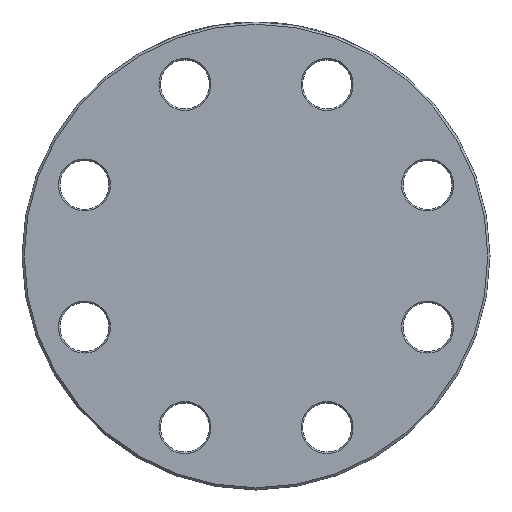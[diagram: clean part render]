
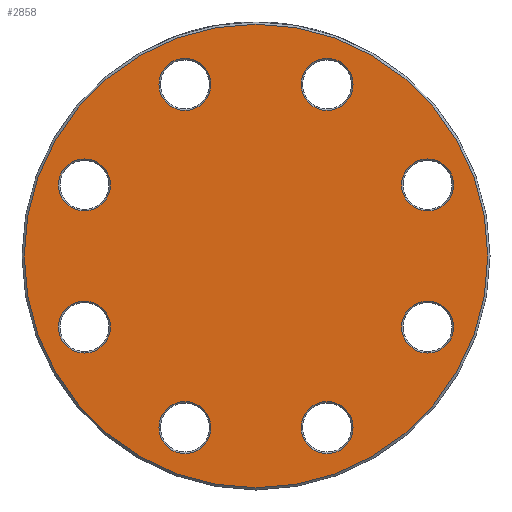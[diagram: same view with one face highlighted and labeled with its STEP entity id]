
A CAD part, left-side view. The second image highlights one B-rep face of the part: STEP entity #2858.
In plain terms, the highlighted planar face has unit normal (-1, 0, 0).
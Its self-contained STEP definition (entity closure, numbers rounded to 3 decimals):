
#97 = DIRECTION ( 'NONE',  ( 1., 0., 0. ) ) ;
#167 = EDGE_LOOP ( 'NONE', ( #513 ) ) ;
#178 = CARTESIAN_POINT ( 'NONE',  ( 0., -115.485, 47.835 ) ) ;
#238 = CIRCLE ( 'NONE', #352, 17.5 ) ;
#352 = AXIS2_PLACEMENT_3D ( 'NONE', #3019, #757, #3111 ) ;
#441 = AXIS2_PLACEMENT_3D ( 'NONE', #5804, #4692, #5059 ) ;
#513 = ORIENTED_EDGE ( 'NONE', *, *, #585, .T. ) ;
#541 = ORIENTED_EDGE ( 'NONE', *, *, #1754, .T. ) ;
#585 = EDGE_CURVE ( 'NONE', #4018, #4018, #4686, .T. ) ;
#639 = DIRECTION ( 'NONE',  ( 0., 0., -1. ) ) ;
#717 = EDGE_LOOP ( 'NONE', ( #4997 ) ) ;
#757 = DIRECTION ( 'NONE',  ( 1., 0., 0. ) ) ;
#857 = CARTESIAN_POINT ( 'NONE',  ( 0., 115.485, 47.835 ) ) ;
#876 = ORIENTED_EDGE ( 'NONE', *, *, #5658, .T. ) ;
#890 = VERTEX_POINT ( 'NONE', #2696 ) ;
#999 = CIRCLE ( 'NONE', #4476, 17.5 ) ;
#1006 = DIRECTION ( 'NONE',  ( 1., 0., 0. ) ) ;
#1111 = DIRECTION ( 'NONE',  ( 0., 0., -1. ) ) ;
#1258 = FACE_BOUND ( 'NONE', #5356, .T. ) ;
#1321 = CARTESIAN_POINT ( 'NONE',  ( 0., 47.835, -132.985 ) ) ;
#1331 = AXIS2_PLACEMENT_3D ( 'NONE', #3655, #2790, #3249 ) ;
#1356 = VERTEX_POINT ( 'NONE', #6015 ) ;
#1491 = DIRECTION ( 'NONE',  ( 0., 0., -1. ) ) ;
#1520 = AXIS2_PLACEMENT_3D ( 'NONE', #2735, #5611, #6021 ) ;
#1534 = EDGE_LOOP ( 'NONE', ( #876 ) ) ;
#1547 = EDGE_CURVE ( 'NONE', #1356, #1356, #2324, .T. ) ;
#1597 = FACE_BOUND ( 'NONE', #5272, .T. ) ;
#1692 = ORIENTED_EDGE ( 'NONE', *, *, #3188, .T. ) ;
#1698 = FACE_BOUND ( 'NONE', #2606, .T. ) ;
#1754 = EDGE_CURVE ( 'NONE', #5540, #5540, #999, .T. ) ;
#1827 = CARTESIAN_POINT ( 'NONE',  ( 0., 115.485, -65.335 ) ) ;
#1856 = CARTESIAN_POINT ( 'NONE',  ( 0., -115.485, 30.335 ) ) ;
#1923 = AXIS2_PLACEMENT_3D ( 'NONE', #5765, #97, #1111 ) ;
#1949 = ORIENTED_EDGE ( 'NONE', *, *, #3413, .T. ) ;
#2059 = DIRECTION ( 'NONE',  ( 1., 0., 0. ) ) ;
#2256 = VERTEX_POINT ( 'NONE', #4152 ) ;
#2317 = AXIS2_PLACEMENT_3D ( 'NONE', #2665, #5948, #5983 ) ;
#2324 = CIRCLE ( 'NONE', #4768, 17.5 ) ;
#2444 = DIRECTION ( 'NONE',  ( 0., 0., -1. ) ) ;
#2523 = CIRCLE ( 'NONE', #1520, 17.5 ) ;
#2606 = EDGE_LOOP ( 'NONE', ( #541 ) ) ;
#2665 = CARTESIAN_POINT ( 'NONE',  ( 0., 0., 0. ) ) ;
#2696 = CARTESIAN_POINT ( 'NONE',  ( 0., -115.485, -65.335 ) ) ;
#2735 = CARTESIAN_POINT ( 'NONE',  ( 0., -115.485, -47.835 ) ) ;
#2757 = DIRECTION ( 'NONE',  ( 1., 0., 0. ) ) ;
#2790 = DIRECTION ( 'NONE',  ( 1., 0., 0. ) ) ;
#2858 = ADVANCED_FACE ( 'NONE', ( #5848, #3589, #1698, #4051, #4517, #1258, #4453, #3149, #1597 ), #3524, .F. ) ;
#3019 = CARTESIAN_POINT ( 'NONE',  ( 0., 115.485, -47.835 ) ) ;
#3073 = ORIENTED_EDGE ( 'NONE', *, *, #5142, .T. ) ;
#3111 = DIRECTION ( 'NONE',  ( 0., 0., -1. ) ) ;
#3149 = FACE_BOUND ( 'NONE', #4115, .T. ) ;
#3188 = EDGE_CURVE ( 'NONE', #4182, #4182, #4091, .T. ) ;
#3242 = DIRECTION ( 'NONE',  ( 0., 0., -1. ) ) ;
#3249 = DIRECTION ( 'NONE',  ( 0., 0., -1. ) ) ;
#3413 = EDGE_CURVE ( 'NONE', #5168, #5168, #238, .T. ) ;
#3512 = ORIENTED_EDGE ( 'NONE', *, *, #4522, .T. ) ;
#3524 = PLANE ( 'NONE',  #2317 ) ;
#3545 = EDGE_LOOP ( 'NONE', ( #3512 ) ) ;
#3589 = FACE_BOUND ( 'NONE', #717, .T. ) ;
#3655 = CARTESIAN_POINT ( 'NONE',  ( 0., -47.835, 115.485 ) ) ;
#4018 = VERTEX_POINT ( 'NONE', #4978 ) ;
#4051 = FACE_BOUND ( 'NONE', #3545, .T. ) ;
#4091 = CIRCLE ( 'NONE', #4986, 17.5 ) ;
#4113 = CIRCLE ( 'NONE', #4609, 156. ) ;
#4115 = EDGE_LOOP ( 'NONE', ( #3073 ) ) ;
#4152 = CARTESIAN_POINT ( 'NONE',  ( 0., 0., -156. ) ) ;
#4182 = VERTEX_POINT ( 'NONE', #1856 ) ;
#4215 = VERTEX_POINT ( 'NONE', #1321 ) ;
#4240 = CARTESIAN_POINT ( 'NONE',  ( 0., 47.835, 97.985 ) ) ;
#4395 = CIRCLE ( 'NONE', #1331, 17.5 ) ;
#4453 = FACE_BOUND ( 'NONE', #167, .T. ) ;
#4476 = AXIS2_PLACEMENT_3D ( 'NONE', #4851, #1006, #2444 ) ;
#4517 = FACE_BOUND ( 'NONE', #4688, .T. ) ;
#4522 = EDGE_CURVE ( 'NONE', #4703, #4703, #4395, .T. ) ;
#4609 = AXIS2_PLACEMENT_3D ( 'NONE', #5744, #4783, #1491 ) ;
#4686 = CIRCLE ( 'NONE', #441, 17.5 ) ;
#4688 = EDGE_LOOP ( 'NONE', ( #1692 ) ) ;
#4692 = DIRECTION ( 'NONE',  ( 1., 0., 0. ) ) ;
#4703 = VERTEX_POINT ( 'NONE', #5663 ) ;
#4768 = AXIS2_PLACEMENT_3D ( 'NONE', #857, #2757, #3242 ) ;
#4783 = DIRECTION ( 'NONE',  ( -1., 0., 0. ) ) ;
#4851 = CARTESIAN_POINT ( 'NONE',  ( 0., 47.835, 115.485 ) ) ;
#4937 = ORIENTED_EDGE ( 'NONE', *, *, #5497, .T. ) ;
#4978 = CARTESIAN_POINT ( 'NONE',  ( 0., -47.835, -132.985 ) ) ;
#4986 = AXIS2_PLACEMENT_3D ( 'NONE', #178, #2059, #639 ) ;
#4997 = ORIENTED_EDGE ( 'NONE', *, *, #1547, .T. ) ;
#5059 = DIRECTION ( 'NONE',  ( 0., 0., -1. ) ) ;
#5142 = EDGE_CURVE ( 'NONE', #4215, #4215, #5684, .T. ) ;
#5168 = VERTEX_POINT ( 'NONE', #1827 ) ;
#5272 = EDGE_LOOP ( 'NONE', ( #1949 ) ) ;
#5356 = EDGE_LOOP ( 'NONE', ( #4937 ) ) ;
#5497 = EDGE_CURVE ( 'NONE', #890, #890, #2523, .T. ) ;
#5540 = VERTEX_POINT ( 'NONE', #4240 ) ;
#5611 = DIRECTION ( 'NONE',  ( 1., 0., 0. ) ) ;
#5658 = EDGE_CURVE ( 'NONE', #2256, #2256, #4113, .T. ) ;
#5663 = CARTESIAN_POINT ( 'NONE',  ( 0., -47.835, 97.985 ) ) ;
#5684 = CIRCLE ( 'NONE', #1923, 17.5 ) ;
#5744 = CARTESIAN_POINT ( 'NONE',  ( 0., 0., 0. ) ) ;
#5765 = CARTESIAN_POINT ( 'NONE',  ( 0., 47.835, -115.485 ) ) ;
#5804 = CARTESIAN_POINT ( 'NONE',  ( 0., -47.835, -115.485 ) ) ;
#5848 = FACE_OUTER_BOUND ( 'NONE', #1534, .T. ) ;
#5948 = DIRECTION ( 'NONE',  ( 1., 0., 0. ) ) ;
#5983 = DIRECTION ( 'NONE',  ( 0., 0., -1. ) ) ;
#6015 = CARTESIAN_POINT ( 'NONE',  ( 0., 115.485, 30.335 ) ) ;
#6021 = DIRECTION ( 'NONE',  ( 0., 0., -1. ) ) ;
